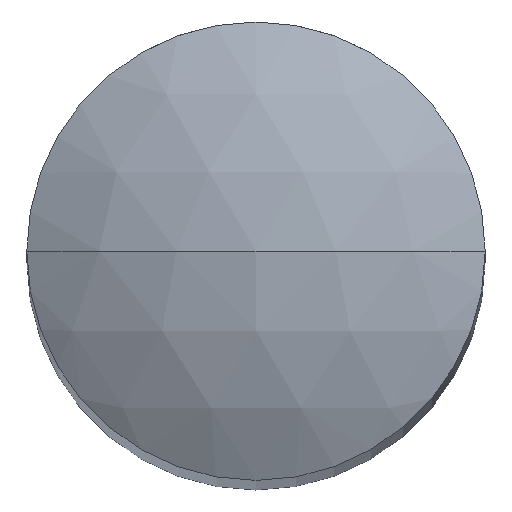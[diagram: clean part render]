
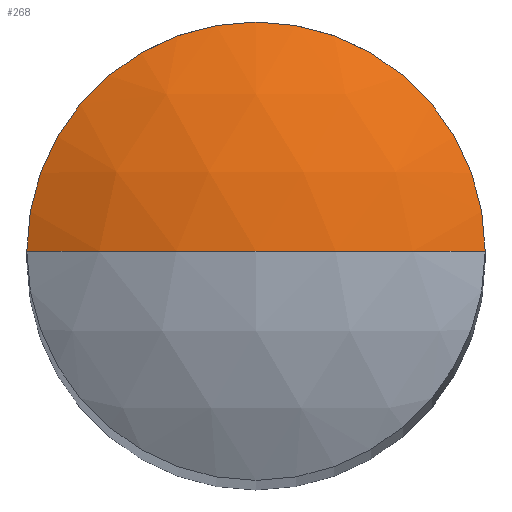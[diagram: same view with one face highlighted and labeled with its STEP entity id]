
A CAD part, top view. The second image highlights one B-rep face of the part: STEP entity #268.
In plain terms, the highlighted spherical face has radius 4 mm.
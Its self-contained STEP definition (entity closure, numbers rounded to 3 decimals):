
#5 = ORIENTED_EDGE ( 'NONE', *, *, #85, .T. ) ;
#85 = EDGE_CURVE ( 'NONE', #583, #668, #187, .T. ) ;
#93 = CIRCLE ( 'NONE', #337, 4. ) ;
#131 = ORIENTED_EDGE ( 'NONE', *, *, #301, .F. ) ;
#142 = DIRECTION ( 'NONE',  ( 0., 0., -1. ) ) ;
#146 = CARTESIAN_POINT ( 'NONE',  ( 0., 0., 24.464 ) ) ;
#187 = CIRCLE ( 'NONE', #213, 4. ) ;
#213 = AXIS2_PLACEMENT_3D ( 'NONE', #598, #723, #764 ) ;
#268 = ADVANCED_FACE ( 'NONE', ( #507 ), #645, .T. ) ;
#301 = EDGE_CURVE ( 'NONE', #583, #843, #93, .T. ) ;
#337 = AXIS2_PLACEMENT_3D ( 'NONE', #672, #707, #694 ) ;
#375 = ORIENTED_EDGE ( 'NONE', *, *, #850, .F. ) ;
#383 = AXIS2_PLACEMENT_3D ( 'NONE', #562, #849, #691 ) ;
#421 = CIRCLE ( 'NONE', #776, 2. ) ;
#507 = FACE_OUTER_BOUND ( 'NONE', #523, .T. ) ;
#523 = EDGE_LOOP ( 'NONE', ( #131, #5, #375 ) ) ;
#562 = CARTESIAN_POINT ( 'NONE',  ( 0., 0., 21. ) ) ;
#564 = CARTESIAN_POINT ( 'NONE',  ( 2., 0., 24.464 ) ) ;
#571 = CARTESIAN_POINT ( 'NONE',  ( -2., 0., 24.464 ) ) ;
#583 = VERTEX_POINT ( 'NONE', #754 ) ;
#598 = CARTESIAN_POINT ( 'NONE',  ( 0., 0., 21. ) ) ;
#645 = SPHERICAL_SURFACE ( 'NONE', #383, 4. ) ;
#668 = VERTEX_POINT ( 'NONE', #564 ) ;
#672 = CARTESIAN_POINT ( 'NONE',  ( 0., 0., 21. ) ) ;
#691 = DIRECTION ( 'NONE',  ( 1., 0., 0. ) ) ;
#694 = DIRECTION ( 'NONE',  ( 1., 0., 0. ) ) ;
#707 = DIRECTION ( 'NONE',  ( 0., -1., 0. ) ) ;
#723 = DIRECTION ( 'NONE',  ( 0., 1., 0. ) ) ;
#754 = CARTESIAN_POINT ( 'NONE',  ( 0., 0., 25. ) ) ;
#764 = DIRECTION ( 'NONE',  ( 0., 0., 1. ) ) ;
#776 = AXIS2_PLACEMENT_3D ( 'NONE', #146, #142, #846 ) ;
#843 = VERTEX_POINT ( 'NONE', #571 ) ;
#846 = DIRECTION ( 'NONE',  ( -1., 0., 0. ) ) ;
#849 = DIRECTION ( 'NONE',  ( 0., -1., 0. ) ) ;
#850 = EDGE_CURVE ( 'NONE', #843, #668, #421, .T. ) ;
